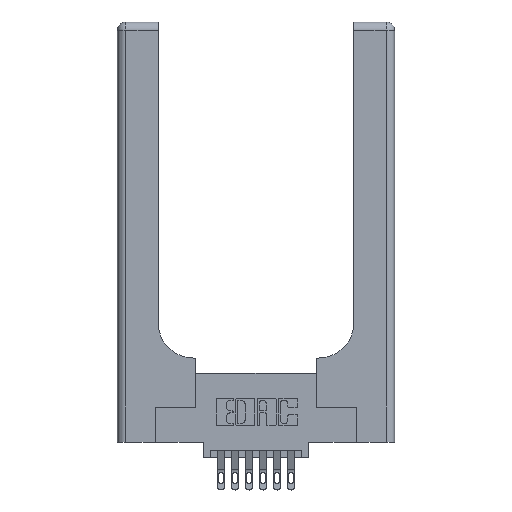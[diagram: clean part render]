
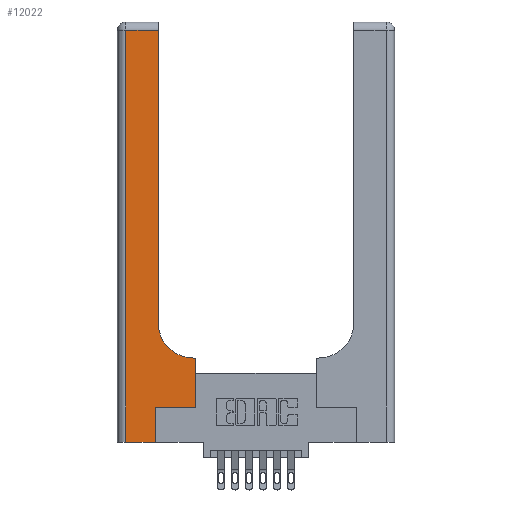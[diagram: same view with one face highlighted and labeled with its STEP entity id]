
A CAD part, top view. The second image highlights one B-rep face of the part: STEP entity #12022.
In plain terms, the highlighted planar face has unit normal (0, 0, 1).
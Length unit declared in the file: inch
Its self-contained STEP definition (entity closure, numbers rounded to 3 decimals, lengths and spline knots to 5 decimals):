
#124 = ORIENTED_EDGE ( 'NONE', *, *, #9114, .T. ) ;
#192 = CARTESIAN_POINT ( 'NONE',  ( 0.5585, 0.6, 0.37 ) ) ;
#196 = DIRECTION ( 'NONE',  ( 0., 1., 0. ) ) ;
#424 = VERTEX_POINT ( 'NONE', #13759 ) ;
#593 = VERTEX_POINT ( 'NONE', #1221 ) ;
#608 = CARTESIAN_POINT ( 'NONE',  ( 0.269, 0.25, 0.37 ) ) ;
#1143 = CARTESIAN_POINT ( 'NONE',  ( 0.2915, 0.6, 0.37 ) ) ;
#1221 = CARTESIAN_POINT ( 'NONE',  ( 0.5585, 0.25, 0.37 ) ) ;
#1399 = CARTESIAN_POINT ( 'NONE',  ( 0.2915, 2.94, 0.37 ) ) ;
#1625 = DIRECTION ( 'NONE',  ( 0., 0., -1. ) ) ;
#1842 = EDGE_CURVE ( 'NONE', #7457, #424, #5648, .T. ) ;
#2377 = FACE_OUTER_BOUND ( 'NONE', #13101, .T. ) ;
#2648 = VECTOR ( 'NONE', #11838, 39.37008 ) ;
#2694 = VECTOR ( 'NONE', #11425, 39.37008 ) ;
#3153 = EDGE_CURVE ( 'NONE', #593, #14579, #7266, .T. ) ;
#3590 = EDGE_CURVE ( 'NONE', #8183, #13035, #9277, .T. ) ;
#3797 = CARTESIAN_POINT ( 'NONE',  ( 0.269, 0., 0.37 ) ) ;
#5071 = CARTESIAN_POINT ( 'NONE',  ( 0., 0., 0.37 ) ) ;
#5374 = DIRECTION ( 'NONE',  ( 1., 0., 0. ) ) ;
#5648 = CIRCLE ( 'NONE', #11550, 0.25 ) ;
#5735 = ORIENTED_EDGE ( 'NONE', *, *, #3153, .T. ) ;
#5795 = VECTOR ( 'NONE', #12911, 39.37008 ) ;
#5961 = ORIENTED_EDGE ( 'NONE', *, *, #6393, .T. ) ;
#5963 = VECTOR ( 'NONE', #9239, 39.37008 ) ;
#6192 = CARTESIAN_POINT ( 'NONE',  ( 0.06, 0., 0.37 ) ) ;
#6393 = EDGE_CURVE ( 'NONE', #424, #11226, #13400, .T. ) ;
#6528 = ORIENTED_EDGE ( 'NONE', *, *, #14174, .T. ) ;
#6608 = DIRECTION ( 'NONE',  ( 0., 0., -1. ) ) ;
#6827 = VECTOR ( 'NONE', #196, 39.37008 ) ;
#6918 = ORIENTED_EDGE ( 'NONE', *, *, #3590, .T. ) ;
#7003 = DIRECTION ( 'NONE',  ( -1., 0., 0. ) ) ;
#7062 = VECTOR ( 'NONE', #9561, 39.37008 ) ;
#7078 = LINE ( 'NONE', #15224, #2648 ) ;
#7189 = DIRECTION ( 'NONE',  ( 0., 1., 0. ) ) ;
#7266 = LINE ( 'NONE', #10567, #5963 ) ;
#7457 = VERTEX_POINT ( 'NONE', #10593 ) ;
#7561 = CARTESIAN_POINT ( 'NONE',  ( 0.269, 0., 0.37 ) ) ;
#7743 = CARTESIAN_POINT ( 'NONE',  ( 0.269, 0.25, 0.37 ) ) ;
#7754 = VECTOR ( 'NONE', #7189, 39.37008 ) ;
#8137 = CARTESIAN_POINT ( 'NONE',  ( 0., 2.94, 0.37 ) ) ;
#8183 = VERTEX_POINT ( 'NONE', #6192 ) ;
#8777 = PLANE ( 'NONE',  #11627 ) ;
#8865 = VERTEX_POINT ( 'NONE', #12574 ) ;
#9022 = EDGE_CURVE ( 'NONE', #8865, #8183, #7078, .T. ) ;
#9114 = EDGE_CURVE ( 'NONE', #14579, #7457, #12045, .T. ) ;
#9239 = DIRECTION ( 'NONE',  ( 0., 1., 0. ) ) ;
#9277 = LINE ( 'NONE', #5071, #7062 ) ;
#9375 = LINE ( 'NONE', #3797, #7754 ) ;
#9561 = DIRECTION ( 'NONE',  ( 1., 0., 0. ) ) ;
#9670 = CARTESIAN_POINT ( 'NONE',  ( 0.2915, 3., 0.37 ) ) ;
#9875 = VECTOR ( 'NONE', #7003, 39.37008 ) ;
#10035 = CARTESIAN_POINT ( 'NONE',  ( 0.5415, 0.85, 0.37 ) ) ;
#10519 = ORIENTED_EDGE ( 'NONE', *, *, #11849, .T. ) ;
#10567 = CARTESIAN_POINT ( 'NONE',  ( 0.5585, 0.25, 0.37 ) ) ;
#10593 = CARTESIAN_POINT ( 'NONE',  ( 0.5415, 0.6, 0.37 ) ) ;
#10656 = LINE ( 'NONE', #8137, #9875 ) ;
#10745 = VERTEX_POINT ( 'NONE', #7743 ) ;
#10826 = LINE ( 'NONE', #608, #2694 ) ;
#11226 = VERTEX_POINT ( 'NONE', #1399 ) ;
#11374 = ORIENTED_EDGE ( 'NONE', *, *, #1842, .T. ) ;
#11425 = DIRECTION ( 'NONE',  ( 1., 0., 0. ) ) ;
#11550 = AXIS2_PLACEMENT_3D ( 'NONE', #10035, #6608, #5374 ) ;
#11627 = AXIS2_PLACEMENT_3D ( 'NONE', #12283, #1625, #12115 ) ;
#11838 = DIRECTION ( 'NONE',  ( 0., -1., 0. ) ) ;
#11849 = EDGE_CURVE ( 'NONE', #13035, #10745, #9375, .T. ) ;
#12022 = ADVANCED_FACE ( 'NONE', ( #2377 ), #8777, .F. ) ;
#12045 = LINE ( 'NONE', #1143, #5795 ) ;
#12069 = ORIENTED_EDGE ( 'NONE', *, *, #12782, .T. ) ;
#12115 = DIRECTION ( 'NONE',  ( -1., 0., 0. ) ) ;
#12283 = CARTESIAN_POINT ( 'NONE',  ( 0., 3., 0.37 ) ) ;
#12574 = CARTESIAN_POINT ( 'NONE',  ( 0.06, 2.94, 0.37 ) ) ;
#12782 = EDGE_CURVE ( 'NONE', #11226, #8865, #10656, .T. ) ;
#12833 = ORIENTED_EDGE ( 'NONE', *, *, #9022, .T. ) ;
#12911 = DIRECTION ( 'NONE',  ( -1., 0., 0. ) ) ;
#13035 = VERTEX_POINT ( 'NONE', #7561 ) ;
#13101 = EDGE_LOOP ( 'NONE', ( #5961, #12069, #12833, #6918, #10519, #6528, #5735, #124, #11374 ) ) ;
#13400 = LINE ( 'NONE', #9670, #6827 ) ;
#13759 = CARTESIAN_POINT ( 'NONE',  ( 0.2915, 0.85, 0.37 ) ) ;
#14174 = EDGE_CURVE ( 'NONE', #10745, #593, #10826, .T. ) ;
#14579 = VERTEX_POINT ( 'NONE', #192 ) ;
#15224 = CARTESIAN_POINT ( 'NONE',  ( 0.06, 3., 0.37 ) ) ;
